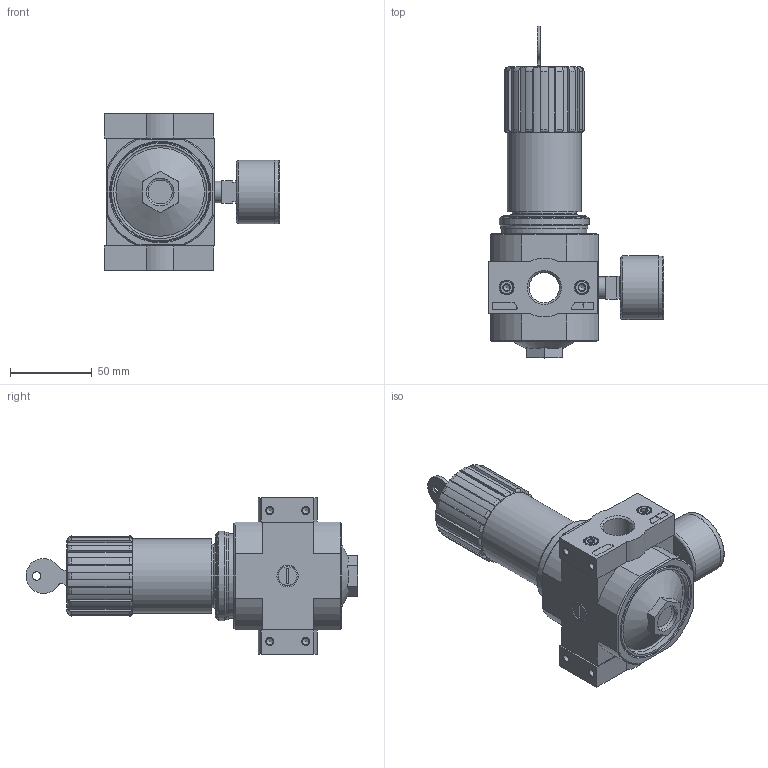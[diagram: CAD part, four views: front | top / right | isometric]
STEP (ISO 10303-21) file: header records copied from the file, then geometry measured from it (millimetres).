
FILE_DESCRIPTION(/* description */ ('STEP AP214'),/* implementation_level */ '2;1');
FILE_NAME(/* name */ '194672_LRS-1_2-D-7-DI-MAXI',/* time_stamp */ '2024-09-04T23:50:01+02:00',/* author */ ('License CC BY-ND 4.0'),/* organization */ ('CADENAS'),/* preprocessor_version */ 'ST-DEVELOPER v19.3',/* originating_system */ 'PARTsolutions',/* authorisation */ ' ');
FILE_SCHEMA (('INTEGRATED_CNC_SCHEMA','PROCESS_PLANNING_SCHEMA','AP242_MANAGED_MODEL_BASED_3D_ENGINEERING_MIM_LF { 1 0 10303 442 3 1 4 }','AUTOMOTIVE_DESIGN {1 0 10303 214 3 1 1}'));
Length unit declared in the file: millimetre
Products named in the file (8): 194672 LRS-1/2-D-7-DI-MAXI; 646264 LRS-D-7-DI-MAXI; 8003638 PAGN-40-10-G14; 680244 PBL-1/2-D-MAXI-R---(0) p1; DIN-912 - M5x20(F); 680243 PBL-1/2-D-MAXI-L---(1) p1; 398012 LRVS-D-MINI; 373846 LR-MIDI
Assembly tree (10 placements, depth 2):
  194672 LRS-1/2-D-7-DI-MAXI
    646264 LRS-D-7-DI-MAXI
    8003638 PAGN-40-10-G14
    680244 PBL-1/2-D-MAXI-R---(0) p1
    DIN-912 - M5x20(F)  x4
    680243 PBL-1/2-D-MAXI-L---(1) p1
    398012 LRVS-D-MINI
    373846 LR-MIDI
Bounding box: 107.1 x 203 x 96 mm (x, y, z)
Volume: 508305.6 mm3; surface area: 81422 mm2
Topology: 10 solids, 10 shells, 476 faces, 1069 edges, 651 vertices
Faces by surface type: plane 224, cylinder 119, cone 101, torus 32
Full cylindrical faces by diameter (mm): 4.134 x8, 5 x4, 5.1 x1, 5.8 x1, 6.3 x1, 8.5 x4, 8.7 x1, 9.6 x1, 11 x1, 11.2 x1, 11.445 x2, 13.157 x2, 17 x1, 18.631 x2, 18.7 x1, 22 x1, 30 x2, 38.7 x1, 39 x2, 40 x1, 45.3 x1, 50.2 x1, 50.376 x1, 52 x1, 53.5 x1, 54.8 x1, 57 x1
Entity records: 12252 total; most frequent: CARTESIAN_POINT 2111, DIRECTION 1823, ORIENTED_EDGE 1562, EDGE_CURVE 781, AXIS2_PLACEMENT_3D 733, FACE_BOUND 568, EDGE_LOOP 559, VERTEX_POINT 557
